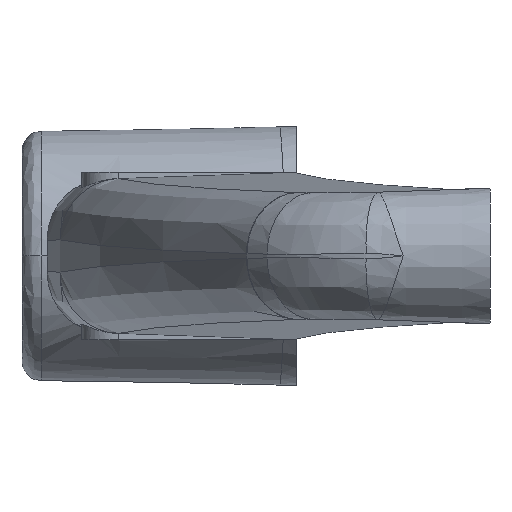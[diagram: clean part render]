
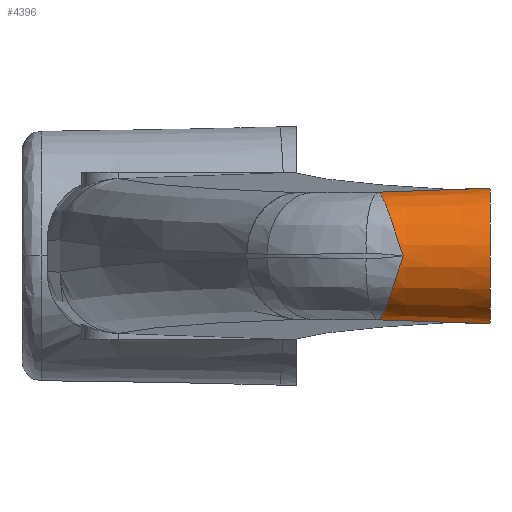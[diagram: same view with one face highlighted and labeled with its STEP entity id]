
A CAD part, left-side view. The second image highlights one B-rep face of the part: STEP entity #4396.
In plain terms, the highlighted conical face has half-angle 2 degrees and reference radius 21.21 mm.
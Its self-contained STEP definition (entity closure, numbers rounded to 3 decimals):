
#77 = CARTESIAN_POINT ( 'NONE',  ( -227.116, 89.474, -19.964 ) ) ;
#123 = DIRECTION ( 'NONE',  ( -0.002, -0.999, 0.035 ) ) ;
#161 = CARTESIAN_POINT ( 'NONE',  ( -244.545, 84.326, 8.55 ) ) ;
#213 = VECTOR ( 'NONE', #4118, 1000. ) ;
#416 = ORIENTED_EDGE ( 'NONE', *, *, #5289, .F. ) ;
#468 = CARTESIAN_POINT ( 'NONE',  ( -229.712, 89.005, -19.739 ) ) ;
#531 = CARTESIAN_POINT ( 'NONE',  ( -236.945, 87.365, -17.01 ) ) ;
#566 = DIRECTION ( 'NONE',  ( 0., -1., 0. ) ) ;
#593 = CARTESIAN_POINT ( 'NONE',  ( -246.471, 82.39, -2.511 ) ) ;
#645 = CARTESIAN_POINT ( 'NONE',  ( -233.469, 88.226, 18.722 ) ) ;
#786 = CARTESIAN_POINT ( 'NONE',  ( -227.17, 54.35, 21.19 ) ) ;
#950 = LINE ( 'NONE', #3146, #213 ) ;
#981 = FACE_OUTER_BOUND ( 'NONE', #5965, .T. ) ;
#984 = VERTEX_POINT ( 'NONE', #2461 ) ;
#1116 = CARTESIAN_POINT ( 'NONE',  ( -241.784, 85.757, 12.829 ) ) ;
#1141 = EDGE_CURVE ( 'NONE', #984, #1468, #3799, .T. ) ;
#1468 = VERTEX_POINT ( 'NONE', #3045 ) ;
#1535 = CARTESIAN_POINT ( 'NONE',  ( -245.971, 83.189, -5.027 ) ) ;
#1537 = DIRECTION ( 'NONE',  ( 0., -1., 0. ) ) ;
#1668 = AXIS2_PLACEMENT_3D ( 'NONE', #1971, #566, #3880 ) ;
#1683 = ORIENTED_EDGE ( 'NONE', *, *, #3709, .F. ) ;
#1965 = CARTESIAN_POINT ( 'NONE',  ( -242.577, 85.41, -11.822 ) ) ;
#1971 = CARTESIAN_POINT ( 'NONE',  ( -226.24, 54.35, 0. ) ) ;
#2012 = CONICAL_SURFACE ( 'NONE', #5624, 21.21, 0.035 ) ;
#2039 = CARTESIAN_POINT ( 'NONE',  ( -243.958, 84.695, 9.682 ) ) ;
#2101 = CARTESIAN_POINT ( 'NONE',  ( -228.418, 89.247, 19.915 ) ) ;
#2258 = EDGE_CURVE ( 'NONE', #2747, #4334, #3814, .T. ) ;
#2295 = CARTESIAN_POINT ( 'NONE',  ( -227.116, 89.474, -19.964 ) ) ;
#2461 = CARTESIAN_POINT ( 'NONE',  ( -246.5, 81.561, 0. ) ) ;
#2521 = CARTESIAN_POINT ( 'NONE',  ( -232.238, 88.495, 19.142 ) ) ;
#2547 = CARTESIAN_POINT ( 'NONE',  ( -239.042, 86.747, 15.522 ) ) ;
#2708 = ORIENTED_EDGE ( 'NONE', *, *, #5506, .F. ) ;
#2747 = VERTEX_POINT ( 'NONE', #786 ) ;
#2840 = CARTESIAN_POINT ( 'NONE',  ( -235.822, 87.661, -17.656 ) ) ;
#2871 = ORIENTED_EDGE ( 'NONE', *, *, #2258, .F. ) ;
#2911 = DIRECTION ( 'NONE',  ( 0., 0., -1. ) ) ;
#2987 = CARTESIAN_POINT ( 'NONE',  ( -236.945, 87.365, 17.01 ) ) ;
#3045 = CARTESIAN_POINT ( 'NONE',  ( -227.116, 89.474, 19.964 ) ) ;
#3077 = CARTESIAN_POINT ( 'NONE',  ( -246.5, 81.561, 0. ) ) ;
#3134 = ORIENTED_EDGE ( 'NONE', *, *, #1141, .F. ) ;
#3146 = CARTESIAN_POINT ( 'NONE',  ( -227.081, 112.543, -19.159 ) ) ;
#3335 = CARTESIAN_POINT ( 'NONE',  ( -246.5, 81.561, 0. ) ) ;
#3371 = CARTESIAN_POINT ( 'NONE',  ( -226.24, 54.35, 0. ) ) ;
#3384 = LINE ( 'NONE', #4775, #4268 ) ;
#3709 = EDGE_CURVE ( 'NONE', #4334, #5529, #950, .T. ) ;
#3781 = CARTESIAN_POINT ( 'NONE',  ( -233.469, 88.226, -18.722 ) ) ;
#3799 = B_SPLINE_CURVE_WITH_KNOTS ( 'NONE', 3,
 ( #3077, #4868, #5305, #161, #2039, #5782, #1116, #4931, #2547, #2987, #5359, #645, #2521, #4414, #2101, #3947 ),
 .UNSPECIFIED., .F., .F.,
 ( 4, 2, 2, 2, 2, 2, 2, 4 ),
 ( 0., 0.25, 0.375, 0.5, 0.625, 0.75, 0.875, 1. ),
 .UNSPECIFIED. ) ;
#3814 = CIRCLE ( 'NONE', #1668, 21.21 ) ;
#3817 = CARTESIAN_POINT ( 'NONE',  ( -244.545, 84.326, -8.55 ) ) ;
#3876 = CARTESIAN_POINT ( 'NONE',  ( -243.958, 84.695, -9.682 ) ) ;
#3880 = DIRECTION ( 'NONE',  ( 0., 0., -1. ) ) ;
#3947 = CARTESIAN_POINT ( 'NONE',  ( -227.116, 89.474, 19.964 ) ) ;
#4118 = DIRECTION ( 'NONE',  ( 0.002, 0.999, 0.035 ) ) ;
#4208 = CARTESIAN_POINT ( 'NONE',  ( -232.238, 88.495, -19.142 ) ) ;
#4268 = VECTOR ( 'NONE', #123, 1000. ) ;
#4334 = VERTEX_POINT ( 'NONE', #4888 ) ;
#4337 = CARTESIAN_POINT ( 'NONE',  ( -239.042, 86.747, -15.522 ) ) ;
#4370 = CARTESIAN_POINT ( 'NONE',  ( -241.784, 85.757, -12.829 ) ) ;
#4396 = ADVANCED_FACE ( 'NONE', ( #981 ), #2012, .T. ) ;
#4414 = CARTESIAN_POINT ( 'NONE',  ( -229.712, 89.005, 19.739 ) ) ;
#4697 = CARTESIAN_POINT ( 'NONE',  ( -240.016, 86.425, -14.679 ) ) ;
#4775 = CARTESIAN_POINT ( 'NONE',  ( -227.081, 112.543, 19.159 ) ) ;
#4868 = CARTESIAN_POINT ( 'NONE',  ( -246.471, 82.39, 2.511 ) ) ;
#4888 = CARTESIAN_POINT ( 'NONE',  ( -227.17, 54.35, -21.19 ) ) ;
#4931 = CARTESIAN_POINT ( 'NONE',  ( -240.016, 86.425, 14.679 ) ) ;
#5247 = B_SPLINE_CURVE_WITH_KNOTS ( 'NONE', 3,
 ( #2295, #5570, #468, #4208, #3781, #2840, #531, #4337, #4697, #4370, #1965, #3876, #3817, #1535, #593, #3335 ),
 .UNSPECIFIED., .F., .F.,
 ( 4, 2, 2, 2, 2, 2, 2, 4 ),
 ( 0., 0.125, 0.25, 0.375, 0.5, 0.625, 0.75, 1. ),
 .UNSPECIFIED. ) ;
#5289 = EDGE_CURVE ( 'NONE', #1468, #2747, #3384, .T. ) ;
#5305 = CARTESIAN_POINT ( 'NONE',  ( -245.971, 83.189, 5.027 ) ) ;
#5359 = CARTESIAN_POINT ( 'NONE',  ( -235.822, 87.661, 17.656 ) ) ;
#5506 = EDGE_CURVE ( 'NONE', #5529, #984, #5247, .T. ) ;
#5529 = VERTEX_POINT ( 'NONE', #77 ) ;
#5570 = CARTESIAN_POINT ( 'NONE',  ( -228.418, 89.247, -19.915 ) ) ;
#5624 = AXIS2_PLACEMENT_3D ( 'NONE', #3371, #1537, #2911 ) ;
#5782 = CARTESIAN_POINT ( 'NONE',  ( -242.577, 85.41, 11.822 ) ) ;
#5965 = EDGE_LOOP ( 'NONE', ( #1683, #2871, #416, #3134, #2708 ) ) ;
